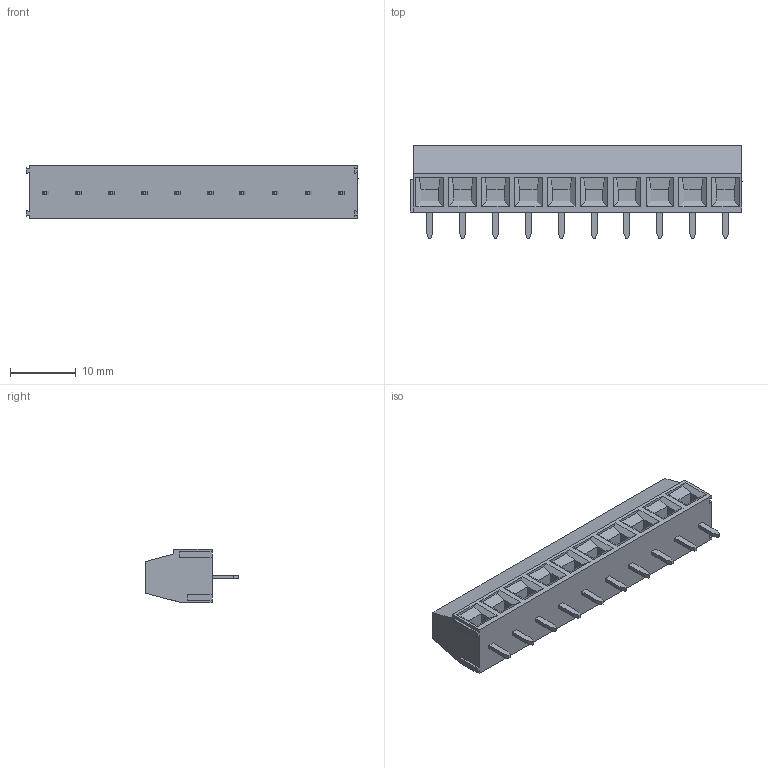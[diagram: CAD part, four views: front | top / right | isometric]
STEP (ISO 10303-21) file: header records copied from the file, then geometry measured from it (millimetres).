
FILE_DESCRIPTION (( 'STEP AP214' ), '1' );
FILE_NAME ('DG127-5.0-10P-4Y-00AH.STEP', '2021-01-02T22:16:44', ( '' ), ( '' ), 'SwSTEP 2.0', 'SolidWorks 2020', '' );
FILE_SCHEMA (( 'AUTOMOTIVE_DESIGN' ));
Length unit declared in the file: millimetre
Products named in the file (1): DG127-5.0-10P-4Y-00AH
Bounding box: 50.5 x 14.1 x 8.1 mm (x, y, z)
Volume: 3156.5 mm3; surface area: 2902.9 mm2
Topology: 1 solids, 1 shells, 680 faces, 1789 edges, 1176 vertices
Faces by surface type: plane 484, bspline 126, cylinder 40, torus 30
Entity records: 32702 total; most frequent: CARTESIAN_POINT 11184, ORIENTED_EDGE 3578, DIRECTION 2707, EDGE_CURVE 1789, LINE 1277, VECTOR 1277, VERTEX_POINT 1176, EDGE_LOOP 745
